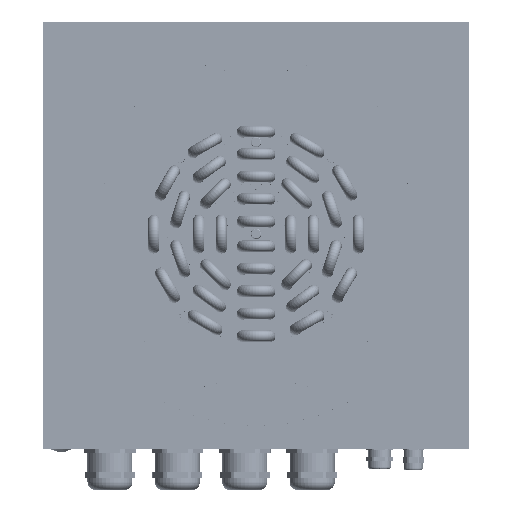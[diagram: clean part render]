
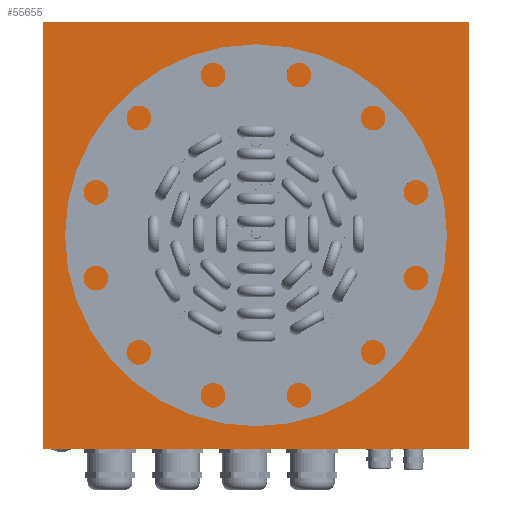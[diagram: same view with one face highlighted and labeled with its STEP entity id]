
A CAD part, top view. The second image highlights one B-rep face of the part: STEP entity #55655.
In plain terms, the highlighted face is planar.
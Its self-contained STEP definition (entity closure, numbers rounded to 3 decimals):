
#355 = CARTESIAN_POINT ( 'NONE',  ( 188., -188., -4. ) ) ;
#3774 = CARTESIAN_POINT ( 'NONE',  ( 0., 0., -4. ) ) ;
#4455 = VERTEX_POINT ( 'NONE', #143072 ) ;
#5036 = ORIENTED_EDGE ( 'NONE', *, *, #53685, .F. ) ;
#6974 = EDGE_CURVE ( 'NONE', #81716, #11662, #99169, .T. ) ;
#8747 = ORIENTED_EDGE ( 'NONE', *, *, #70822, .F. ) ;
#10648 = CARTESIAN_POINT ( 'NONE',  ( 188., 190., -4. ) ) ;
#11284 = DIRECTION ( 'NONE',  ( 0., 0., 1. ) ) ;
#11662 = VERTEX_POINT ( 'NONE', #63013 ) ;
#13482 = EDGE_CURVE ( 'NONE', #27826, #57799, #14335, .T. ) ;
#14049 = CARTESIAN_POINT ( 'NONE',  ( -188., 190., -4. ) ) ;
#14335 = CIRCLE ( 'NONE', #140783, 2. ) ;
#15779 = DIRECTION ( 'NONE',  ( 1., 0., 0. ) ) ;
#16905 = DIRECTION ( 'NONE',  ( 0., 0., 1. ) ) ;
#17287 = ORIENTED_EDGE ( 'NONE', *, *, #105557, .F. ) ;
#19128 = FACE_BOUND ( 'NONE', #34107, .T. ) ;
#20927 = ORIENTED_EDGE ( 'NONE', *, *, #135034, .F. ) ;
#21156 = EDGE_CURVE ( 'NONE', #66421, #126380, #70103, .T. ) ;
#23888 = LINE ( 'NONE', #82638, #46384 ) ;
#24917 = EDGE_CURVE ( 'NONE', #96396, #87108, #49897, .T. ) ;
#26745 = DIRECTION ( 'NONE',  ( -1., 0., 0. ) ) ;
#27826 = VERTEX_POINT ( 'NONE', #118871 ) ;
#33394 = DIRECTION ( 'NONE',  ( 1., 0., 0. ) ) ;
#34107 = EDGE_LOOP ( 'NONE', ( #120216, #120825 ) ) ;
#34763 = DIRECTION ( 'NONE',  ( 0., 0., 1. ) ) ;
#36125 = ORIENTED_EDGE ( 'NONE', *, *, #13482, .F. ) ;
#38949 = CARTESIAN_POINT ( 'NONE',  ( 188., 188., -4. ) ) ;
#41650 = AXIS2_PLACEMENT_3D ( 'NONE', #87801, #120816, #33394 ) ;
#41924 = AXIS2_PLACEMENT_3D ( 'NONE', #69318, #11284, #124991 ) ;
#43768 = DIRECTION ( 'NONE',  ( 0., -1., 0. ) ) ;
#46384 = VECTOR ( 'NONE', #26745, 1000. ) ;
#47345 = LINE ( 'NONE', #90667, #129055 ) ;
#49180 = CARTESIAN_POINT ( 'NONE',  ( -188., -190., -4. ) ) ;
#49897 = CIRCLE ( 'NONE', #78034, 110.55 ) ;
#50737 = PLANE ( 'NONE',  #129349 ) ;
#50884 = DIRECTION ( 'NONE',  ( 0., 0., 1. ) ) ;
#51283 = EDGE_LOOP ( 'NONE', ( #84617, #5036, #36125, #17287, #77412, #20927, #59100, #8747 ) ) ;
#52208 = DIRECTION ( 'NONE',  ( -1., 0., 0. ) ) ;
#52676 = CIRCLE ( 'NONE', #113536, 2. ) ;
#53685 = EDGE_CURVE ( 'NONE', #57799, #66421, #47345, .T. ) ;
#55075 = VERTEX_POINT ( 'NONE', #91343 ) ;
#55655 = ADVANCED_FACE ( 'NONE', ( #19128, #108704 ), #50737, .T. ) ;
#57799 = VERTEX_POINT ( 'NONE', #114888 ) ;
#59100 = ORIENTED_EDGE ( 'NONE', *, *, #6974, .F. ) ;
#61238 = CARTESIAN_POINT ( 'NONE',  ( 110.55, 0., -4. ) ) ;
#61923 = CARTESIAN_POINT ( 'NONE',  ( -188., 188., -4. ) ) ;
#63013 = CARTESIAN_POINT ( 'NONE',  ( -190., 188., -4. ) ) ;
#66421 = VERTEX_POINT ( 'NONE', #136212 ) ;
#67571 = VECTOR ( 'NONE', #91760, 1000. ) ;
#69318 = CARTESIAN_POINT ( 'NONE',  ( 188., 188., -4. ) ) ;
#70103 = CIRCLE ( 'NONE', #41924, 2. ) ;
#70822 = EDGE_CURVE ( 'NONE', #126380, #81716, #23888, .T. ) ;
#71331 = DIRECTION ( 'NONE',  ( 1., 0., 0. ) ) ;
#77406 = CARTESIAN_POINT ( 'NONE',  ( -110.55, 0., -4. ) ) ;
#77412 = ORIENTED_EDGE ( 'NONE', *, *, #138762, .F. ) ;
#78034 = AXIS2_PLACEMENT_3D ( 'NONE', #3774, #16905, #71331 ) ;
#78345 = CARTESIAN_POINT ( 'NONE',  ( -190., 188., -4. ) ) ;
#79650 = DIRECTION ( 'NONE',  ( 1., 0., 0. ) ) ;
#79709 = DIRECTION ( 'NONE',  ( 0., 1., 0. ) ) ;
#81716 = VERTEX_POINT ( 'NONE', #14049 ) ;
#82638 = CARTESIAN_POINT ( 'NONE',  ( -188., 190., -4. ) ) ;
#84617 = ORIENTED_EDGE ( 'NONE', *, *, #21156, .F. ) ;
#85221 = DIRECTION ( 'NONE',  ( 0., 0., -1. ) ) ;
#87108 = VERTEX_POINT ( 'NONE', #77406 ) ;
#87801 = CARTESIAN_POINT ( 'NONE',  ( 0., 0., -4. ) ) ;
#90667 = CARTESIAN_POINT ( 'NONE',  ( 190., 188., -4. ) ) ;
#91034 = LINE ( 'NONE', #49180, #67571 ) ;
#91343 = CARTESIAN_POINT ( 'NONE',  ( -188., -190., -4. ) ) ;
#91760 = DIRECTION ( 'NONE',  ( 1., 0., 0. ) ) ;
#96396 = VERTEX_POINT ( 'NONE', #61238 ) ;
#98603 = VECTOR ( 'NONE', #43768, 1000. ) ;
#99169 = CIRCLE ( 'NONE', #136552, 2. ) ;
#105006 = CIRCLE ( 'NONE', #41650, 110.55 ) ;
#105557 = EDGE_CURVE ( 'NONE', #55075, #27826, #91034, .T. ) ;
#108704 = FACE_OUTER_BOUND ( 'NONE', #51283, .T. ) ;
#112063 = LINE ( 'NONE', #78345, #98603 ) ;
#113536 = AXIS2_PLACEMENT_3D ( 'NONE', #136823, #127297, #15779 ) ;
#114888 = CARTESIAN_POINT ( 'NONE',  ( 190., -188., -4. ) ) ;
#118871 = CARTESIAN_POINT ( 'NONE',  ( 188., -190., -4. ) ) ;
#120216 = ORIENTED_EDGE ( 'NONE', *, *, #24917, .T. ) ;
#120816 = DIRECTION ( 'NONE',  ( 0., 0., 1. ) ) ;
#120825 = ORIENTED_EDGE ( 'NONE', *, *, #144550, .T. ) ;
#124991 = DIRECTION ( 'NONE',  ( -1., 0., 0. ) ) ;
#126380 = VERTEX_POINT ( 'NONE', #10648 ) ;
#127297 = DIRECTION ( 'NONE',  ( 0., 0., 1. ) ) ;
#129055 = VECTOR ( 'NONE', #79709, 1000. ) ;
#129325 = DIRECTION ( 'NONE',  ( 1., 0., 0. ) ) ;
#129349 = AXIS2_PLACEMENT_3D ( 'NONE', #38949, #85221, #52208 ) ;
#135034 = EDGE_CURVE ( 'NONE', #11662, #4455, #112063, .T. ) ;
#136212 = CARTESIAN_POINT ( 'NONE',  ( 190., 188., -4. ) ) ;
#136552 = AXIS2_PLACEMENT_3D ( 'NONE', #61923, #50884, #129325 ) ;
#136823 = CARTESIAN_POINT ( 'NONE',  ( -188., -188., -4. ) ) ;
#138762 = EDGE_CURVE ( 'NONE', #4455, #55075, #52676, .T. ) ;
#140783 = AXIS2_PLACEMENT_3D ( 'NONE', #355, #34763, #79650 ) ;
#143072 = CARTESIAN_POINT ( 'NONE',  ( -190., -188., -4. ) ) ;
#144550 = EDGE_CURVE ( 'NONE', #87108, #96396, #105006, .T. ) ;
